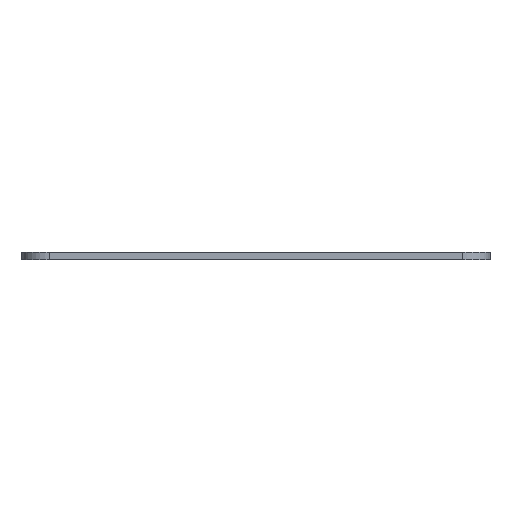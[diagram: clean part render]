
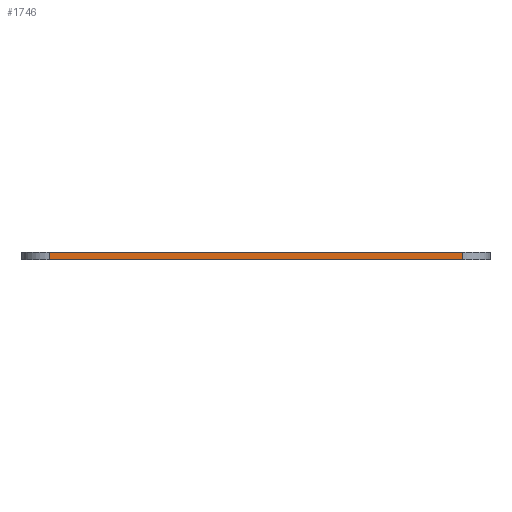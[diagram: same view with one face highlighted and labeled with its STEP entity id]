
A CAD part, left-side view. The second image highlights one B-rep face of the part: STEP entity #1746.
In plain terms, the highlighted planar face has unit normal (-1, 0, 0).
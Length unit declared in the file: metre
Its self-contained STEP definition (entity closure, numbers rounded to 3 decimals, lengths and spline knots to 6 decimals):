
#148=ORIENTED_EDGE('',*,*,#667,.F.);
#149=ORIENTED_EDGE('',*,*,#668,.T.);
#150=ORIENTED_EDGE('',*,*,#669,.T.);
#151=ORIENTED_EDGE('',*,*,#670,.T.);
#667=EDGE_CURVE('',#926,#927,#1103,.T.);
#668=EDGE_CURVE('',#926,#928,#1104,.F.);
#669=EDGE_CURVE('',#928,#929,#1105,.T.);
#670=EDGE_CURVE('',#929,#927,#1106,.T.);
#926=VERTEX_POINT('',#2573);
#927=VERTEX_POINT('',#2574);
#928=VERTEX_POINT('',#2576);
#929=VERTEX_POINT('',#2578);
#1103=LINE('',#2572,#1283);
#1104=LINE('',#2575,#1284);
#1105=LINE('',#2577,#1285);
#1106=LINE('',#2579,#1286);
#1283=VECTOR('',#2042,1.);
#1284=VECTOR('',#2043,1.);
#1285=VECTOR('',#2044,1.);
#1286=VECTOR('',#2045,1.);
#1452=EDGE_LOOP('',(#148,#149,#150,#151));
#1574=FACE_BOUND('',#1452,.T.);
#1696=PLANE('',#1849);
#1746=ADVANCED_FACE('',(#1574),#1696,.T.);
#1849=AXIS2_PLACEMENT_3D('',#2571,#2040,#2041);
#2040=DIRECTION('',(-1.,0.,0.));
#2041=DIRECTION('',(0.,-1.,0.));
#2042=DIRECTION('',(0.,1.,0.));
#2043=DIRECTION('',(0.,0.,-1.));
#2044=DIRECTION('',(0.,1.,0.));
#2045=DIRECTION('',(0.,0.,-1.));
#2571=CARTESIAN_POINT('',(-0.052875,-0.010925,0.0013));
#2572=CARTESIAN_POINT('',(-0.052875,-0.010925,0.));
#2573=CARTESIAN_POINT('',(-0.052875,-0.048575,0.));
#2574=CARTESIAN_POINT('',(-0.052875,0.026725,0.));
#2575=CARTESIAN_POINT('',(-0.052875,-0.048575,0.0013));
#2576=CARTESIAN_POINT('',(-0.052875,-0.048575,0.0013));
#2577=CARTESIAN_POINT('',(-0.052875,-0.010925,0.0013));
#2578=CARTESIAN_POINT('',(-0.052875,0.026725,0.0013));
#2579=CARTESIAN_POINT('',(-0.052875,0.026725,0.0013));
